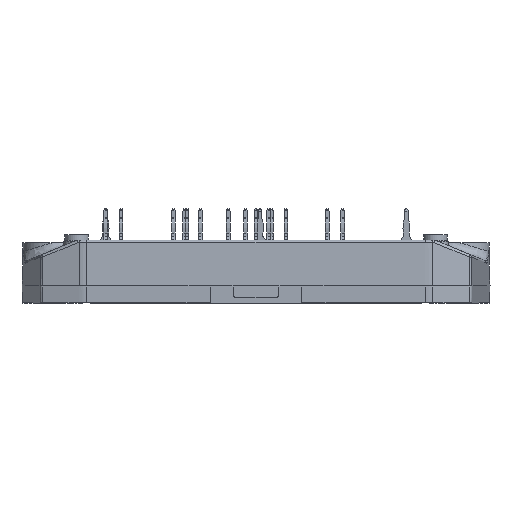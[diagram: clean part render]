
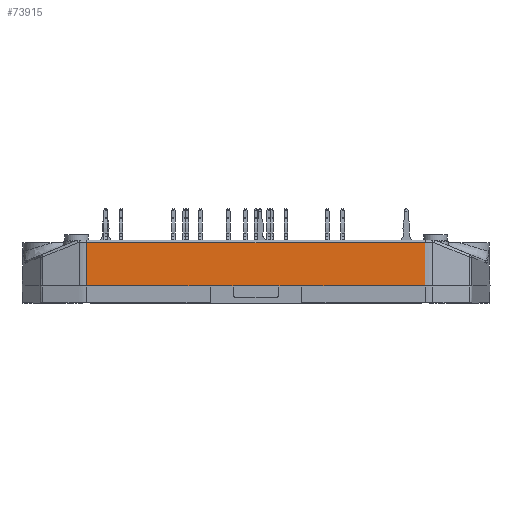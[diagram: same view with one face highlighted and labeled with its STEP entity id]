
A CAD part, front view. The second image highlights one B-rep face of the part: STEP entity #73915.
In plain terms, the highlighted planar face has unit normal (0, -1, 0.026).
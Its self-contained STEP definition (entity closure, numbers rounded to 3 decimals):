
#9776=ORIENTED_EDGE('',*,*,#23952,.F.);
#9777=ORIENTED_EDGE('',*,*,#23953,.T.);
#9778=ORIENTED_EDGE('',*,*,#23669,.F.);
#9779=ORIENTED_EDGE('',*,*,#23954,.F.);
#9780=ORIENTED_EDGE('',*,*,#23955,.T.);
#9781=ORIENTED_EDGE('',*,*,#23956,.T.);
#9782=ORIENTED_EDGE('',*,*,#23939,.T.);
#9783=ORIENTED_EDGE('',*,*,#23957,.F.);
#9784=ORIENTED_EDGE('',*,*,#23933,.F.);
#9785=ORIENTED_EDGE('',*,*,#23656,.F.);
#23656=EDGE_CURVE('',#30938,#30939,#35541,.T.);
#23669=EDGE_CURVE('',#30948,#30949,#35549,.T.);
#23933=EDGE_CURVE('',#30939,#31108,#35683,.T.);
#23939=EDGE_CURVE('',#31114,#31113,#35687,.T.);
#23952=EDGE_CURVE('',#31125,#30938,#35695,.T.);
#23953=EDGE_CURVE('',#31125,#30949,#35696,.F.);
#23954=EDGE_CURVE('',#31126,#30948,#35697,.F.);
#23955=EDGE_CURVE('',#31126,#31127,#35698,.T.);
#23956=EDGE_CURVE('',#31127,#31114,#35699,.T.);
#23957=EDGE_CURVE('',#31108,#31113,#35700,.T.);
#30938=VERTEX_POINT('',#103905);
#30939=VERTEX_POINT('',#103907);
#30948=VERTEX_POINT('',#103940);
#30949=VERTEX_POINT('',#103941);
#31108=VERTEX_POINT('',#105015);
#31113=VERTEX_POINT('',#105025);
#31114=VERTEX_POINT('',#105027);
#31125=VERTEX_POINT('',#105136);
#31126=VERTEX_POINT('',#105139);
#31127=VERTEX_POINT('',#105141);
#35541=LINE('',#103906,#40181);
#35549=LINE('',#103939,#40189);
#35683=LINE('',#105014,#40323);
#35687=LINE('',#105026,#40327);
#35695=LINE('',#105135,#40335);
#35696=LINE('',#105137,#40336);
#35697=LINE('',#105138,#40337);
#35698=LINE('',#105140,#40338);
#35699=LINE('',#105142,#40339);
#35700=LINE('',#105143,#40340);
#40181=VECTOR('',#85844,1000.);
#40189=VECTOR('',#85868,1000.);
#40323=VECTOR('',#86330,1000.);
#40327=VECTOR('',#86338,1000.);
#40335=VECTOR('',#86350,1000.);
#40336=VECTOR('',#86351,1000.);
#40337=VECTOR('',#86352,1000.);
#40338=VECTOR('',#86353,1000.);
#40339=VECTOR('',#86354,1000.);
#40340=VECTOR('',#86355,1000.);
#44914=EDGE_LOOP('',(#9776,#9777,#9778,#9779,#9780,#9781,#9782,#9783,#9784,
#9785));
#48152=FACE_BOUND('',#44914,.T.);
#50662=PLANE('',#77972);
#73915=ADVANCED_FACE('',(#48152),#50662,.T.);
#77972=AXIS2_PLACEMENT_3D('',#105134,#86348,#86349);
#85844=DIRECTION('',(-1.,0.,0.));
#85868=DIRECTION('',(1.,0.,0.));
#86330=DIRECTION('',(-1.,0.,0.));
#86338=DIRECTION('',(1.,0.,0.));
#86348=DIRECTION('',(0.,-1.,0.026));
#86349=DIRECTION('',(0.,0.026,1.));
#86350=DIRECTION('',(-1.,0.,0.));
#86351=DIRECTION('',(0.006,-0.026,-1.));
#86352=DIRECTION('',(-0.006,-0.026,-1.));
#86353=DIRECTION('',(1.,0.,0.));
#86354=DIRECTION('',(1.,0.,0.));
#86355=DIRECTION('',(-1.,0.,0.));
#103905=CARTESIAN_POINT('',(29.513,-30.776,2.02));
#103906=CARTESIAN_POINT('',(17.961,-30.776,2.02));
#103907=CARTESIAN_POINT('',(8.,-30.776,2.02));
#103939=CARTESIAN_POINT('',(27.533,-30.58,9.533));
#103940=CARTESIAN_POINT('',(-29.469,-30.58,9.533));
#103941=CARTESIAN_POINT('',(29.469,-30.58,9.533));
#105014=CARTESIAN_POINT('',(17.961,-30.776,2.02));
#105015=CARTESIAN_POINT('',(4.,-30.776,2.02));
#105025=CARTESIAN_POINT('',(-4.,-30.776,2.02));
#105026=CARTESIAN_POINT('',(-17.961,-30.776,2.02));
#105027=CARTESIAN_POINT('',(-8.,-30.776,2.02));
#105134=CARTESIAN_POINT('',(17.961,-30.776,2.02));
#105135=CARTESIAN_POINT('',(17.961,-30.776,2.02));
#105136=CARTESIAN_POINT('',(29.513,-30.776,2.02));
#105137=CARTESIAN_POINT('',(29.512,-30.775,2.087));
#105138=CARTESIAN_POINT('',(-29.512,-30.775,2.087));
#105139=CARTESIAN_POINT('',(-29.513,-30.776,2.02));
#105140=CARTESIAN_POINT('',(-17.961,-30.776,2.02));
#105141=CARTESIAN_POINT('',(-29.513,-30.776,2.02));
#105142=CARTESIAN_POINT('',(-17.961,-30.776,2.02));
#105143=CARTESIAN_POINT('',(-17.961,-30.776,2.02));
